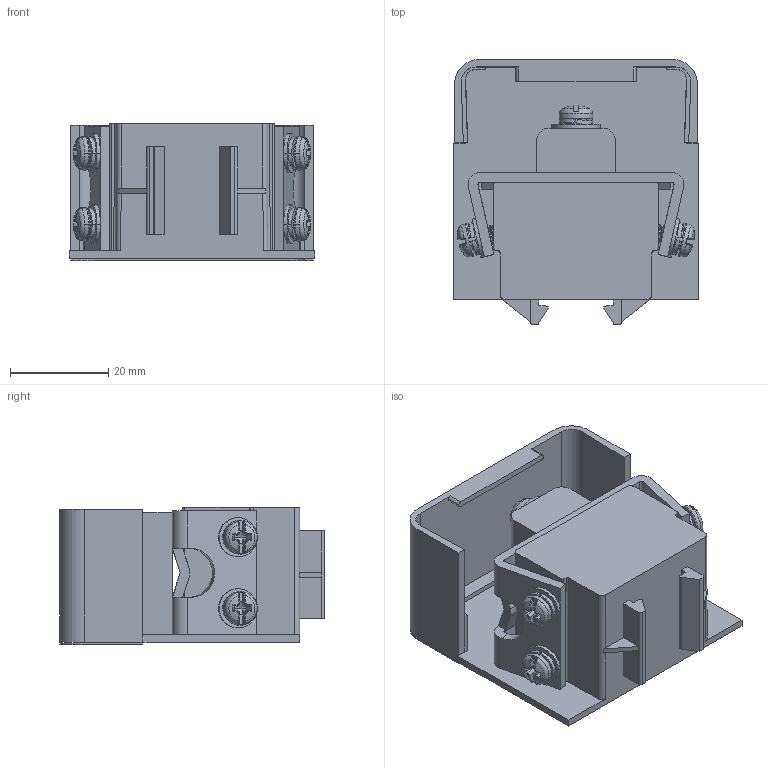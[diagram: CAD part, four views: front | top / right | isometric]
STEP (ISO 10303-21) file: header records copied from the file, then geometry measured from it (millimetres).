
FILE_DESCRIPTION((''),'2;1');
FILE_NAME('JM1-2_5_ASM','2023-11-28T',('dell'),(''),'PRO/ENGINEER BY PARAMETRIC TECHNOLOGY CORPORATION, 2013230','PRO/ENGINEER BY PARAMETRIC TECHNOLOGY CORPORATION, 2013230','');
FILE_SCHEMA(('AUTOMOTIVE_DESIGN { 1 0 10303 214 1 1 1 1 }'));
Products named in the file (9): PRT0007; PRT0008; PRT0009; PRT0010; PRT0011; PRT0012; PRT0013; ASM0005_ASM; JM1-2_5_ASM
Assembly tree (8 placements, depth 3):
  JM1-2_5_ASM
    ASM0005_ASM
      PRT0007
      PRT0008
      PRT0009
      PRT0010
      PRT0011
      PRT0012
      PRT0013
Bounding box: 50 x 54 x 28 mm (x, y, z)
Volume: 35044.6 mm3; surface area: 17709.2 mm2
Topology: 8 solids, 8 shells, 755 faces, 2170 edges, 1429 vertices
Faces by surface type: plane 223, bspline 208, cylinder 205, torus 52, cone 38, extrusion 17, sphere 12
Entity records: 45170 total; most frequent: CARTESIAN_POINT 26533, ORIENTED_EDGE 4316, DIRECTION 2871, EDGE_CURVE 2158, VERTEX_POINT 1429, AXIS2_PLACEMENT_3D 1053, B_SPLINE_CURVE_WITH_KNOTS 928, EDGE_LOOP 793
